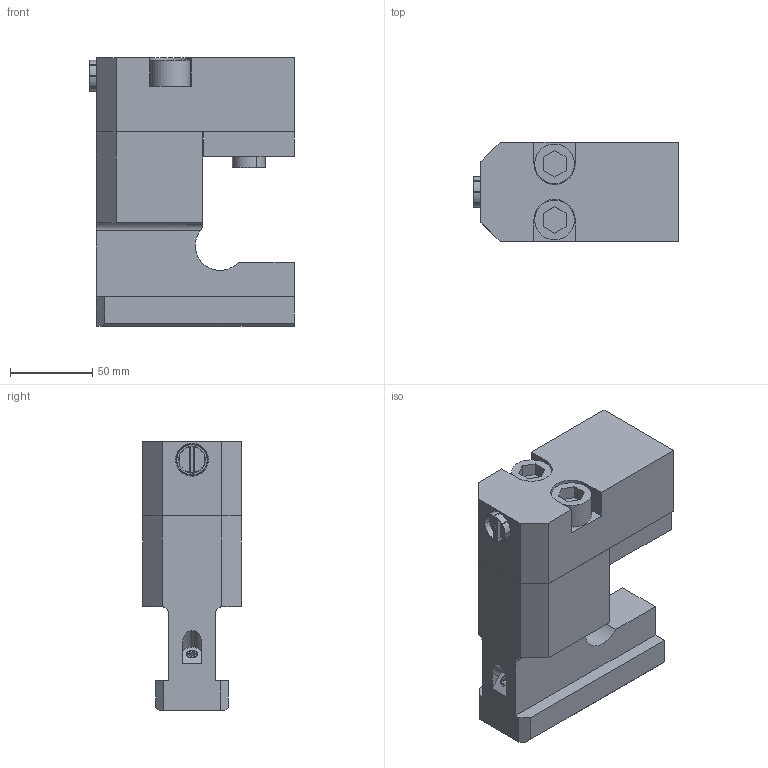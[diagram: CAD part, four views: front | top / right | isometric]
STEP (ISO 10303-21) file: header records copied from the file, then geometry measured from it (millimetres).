
FILE_DESCRIPTION(('STEP AP214'),'1');
FILE_NAME('38411316_HEE63_28_78.stp','2018-12-12T10:55:53',(' '),(' '),'Spatial InterOp 3D',' ',' ');
FILE_SCHEMA(('automotive_design'));
Length unit declared in the file: millimetre
Products named in the file (12): 1; 2; 3; 4; 5; 6; 7; 8; 9; 10; 11; 12
Bounding box: 124 x 60 x 163 mm (x, y, z)
Volume: 731670.9 mm3; surface area: 125371.9 mm2
Topology: 12 solids, 12 shells, 365 faces, 858 edges, 543 vertices
Faces by surface type: plane 168, cylinder 140, cone 38, sphere 17, torus 2
Entity records: 14425 total; most frequent: CARTESIAN_POINT 2712, DIRECTION 1900, ORIENTED_EDGE 1656, EDGE_CURVE 828, AXIS2_PLACEMENT_3D 739, VERTEX_POINT 543, EDGE_LOOP 437, LINE 422
